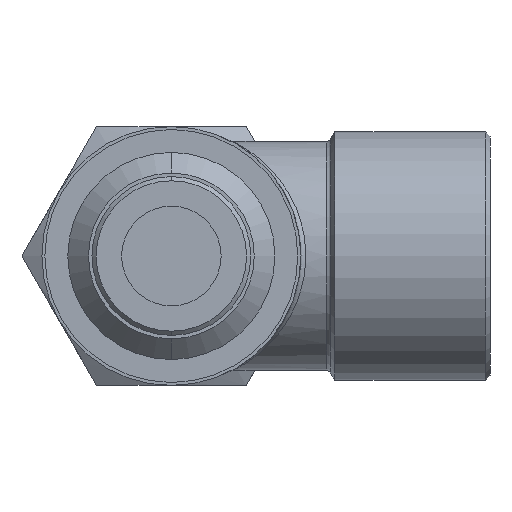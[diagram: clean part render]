
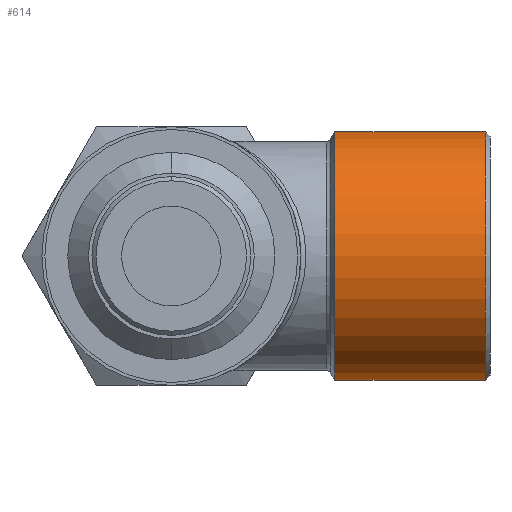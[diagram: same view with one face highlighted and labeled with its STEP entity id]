
A CAD part, front view. The second image highlights one B-rep face of the part: STEP entity #614.
In plain terms, the highlighted cylindrical face has radius 12.5 mm (diameter 25 mm), a partial arc.
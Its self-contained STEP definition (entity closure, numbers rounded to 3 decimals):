
#466 = EDGE_CURVE ( 'NONE', #1184, #1183, #2564, .T. ) ;
#472 = ORIENTED_EDGE ( 'NONE', *, *, #1194, .T. ) ;
#473 = ORIENTED_EDGE ( 'NONE', *, *, #626, .T. ) ;
#474 = ORIENTED_EDGE ( 'NONE', *, *, #466, .T. ) ;
#614 = ADVANCED_FACE ( 'NONE', ( #1808 ), #1789, .T. ) ;
#615 = ORIENTED_EDGE ( 'NONE', *, *, #1176, .F. ) ;
#618 = EDGE_LOOP ( 'NONE', ( #615, #474, #472, #473 ) ) ;
#626 = EDGE_CURVE ( 'NONE', #1178, #1001, #1812, .T. ) ;
#1001 = VERTEX_POINT ( 'NONE', #1457 ) ;
#1176 = EDGE_CURVE ( 'NONE', #1184, #1001, #3023, .T. ) ;
#1178 = VERTEX_POINT ( 'NONE', #3076 ) ;
#1183 = VERTEX_POINT ( 'NONE', #2776 ) ;
#1184 = VERTEX_POINT ( 'NONE', #2782 ) ;
#1194 = EDGE_CURVE ( 'NONE', #1183, #1178, #2783, .T. ) ;
#1457 = CARTESIAN_POINT ( 'NONE',  ( 16.433, 24., -12.5 ) ) ;
#1607 = DIRECTION ( 'NONE',  ( 0., 0., 1. ) ) ;
#1789 = CYLINDRICAL_SURFACE ( 'NONE', #1790, 12.5 ) ;
#1790 = AXIS2_PLACEMENT_3D ( 'NONE', #1796, #1795, #1804 ) ;
#1795 = DIRECTION ( 'NONE',  ( -1., 0., 0. ) ) ;
#1796 = CARTESIAN_POINT ( 'NONE',  ( -1.384, 24., 0. ) ) ;
#1798 = CARTESIAN_POINT ( 'NONE',  ( 16.433, 24., 0. ) ) ;
#1802 = DIRECTION ( 'NONE',  ( 0., 0., -1. ) ) ;
#1803 = DIRECTION ( 'NONE',  ( 1., 0., 0. ) ) ;
#1804 = DIRECTION ( 'NONE',  ( 0., 0., 1. ) ) ;
#1808 = FACE_OUTER_BOUND ( 'NONE', #618, .T. ) ;
#1811 = AXIS2_PLACEMENT_3D ( 'NONE', #1798, #1803, #1802 ) ;
#1812 = CIRCLE ( 'NONE', #1811, 12.5 ) ;
#2561 = DIRECTION ( 'NONE',  ( -1., 0., 0. ) ) ;
#2562 = CARTESIAN_POINT ( 'NONE',  ( 31.5, 24., 0. ) ) ;
#2563 = AXIS2_PLACEMENT_3D ( 'NONE', #2562, #2561, #1607 ) ;
#2564 = CIRCLE ( 'NONE', #2563, 12.5 ) ;
#2776 = CARTESIAN_POINT ( 'NONE',  ( 31.5, 24., 12.5 ) ) ;
#2782 = CARTESIAN_POINT ( 'NONE',  ( 31.5, 24., -12.5 ) ) ;
#2783 = LINE ( 'NONE', #2803, #2802 ) ;
#2801 = DIRECTION ( 'NONE',  ( -1., 0., 0. ) ) ;
#2802 = VECTOR ( 'NONE', #2801, 1000. ) ;
#2803 = CARTESIAN_POINT ( 'NONE',  ( -1.384, 24., 12.5 ) ) ;
#3022 = CARTESIAN_POINT ( 'NONE',  ( -1.384, 24., -12.5 ) ) ;
#3023 = LINE ( 'NONE', #3022, #3078 ) ;
#3076 = CARTESIAN_POINT ( 'NONE',  ( 16.433, 24., 12.5 ) ) ;
#3077 = DIRECTION ( 'NONE',  ( -1., 0., 0. ) ) ;
#3078 = VECTOR ( 'NONE', #3077, 1000. ) ;
